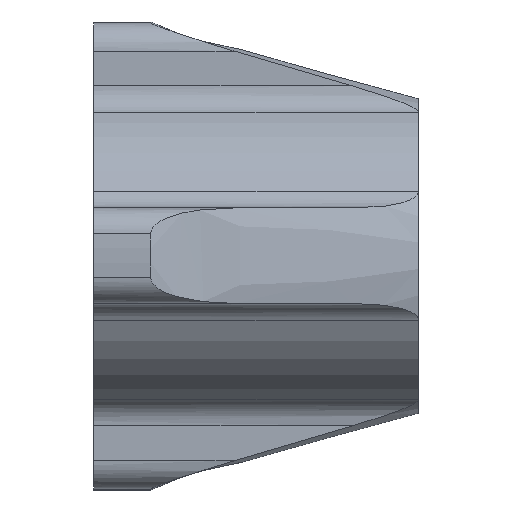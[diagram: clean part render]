
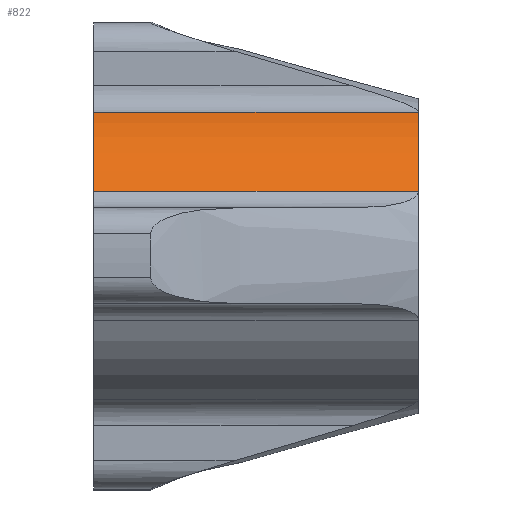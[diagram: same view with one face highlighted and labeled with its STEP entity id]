
A CAD part, top view. The second image highlights one B-rep face of the part: STEP entity #822.
In plain terms, the highlighted cylindrical face has radius 16.5 mm (diameter 33 mm), a partial arc.
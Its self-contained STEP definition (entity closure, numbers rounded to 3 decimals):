
#70=FACE_OUTER_BOUND('',#126,.T.);
#126=EDGE_LOOP('',(#643,#644,#645,#646));
#183=CIRCLE('',#892,16.5);
#195=CIRCLE('',#922,16.5);
#241=LINE('',#1556,#288);
#243=LINE('',#1575,#290);
#288=VECTOR('',#1105,10.);
#290=VECTOR('',#1109,10.);
#354=VERTEX_POINT('',#1304);
#355=VERTEX_POINT('',#1306);
#385=VERTEX_POINT('',#1534);
#386=VERTEX_POINT('',#1558);
#435=EDGE_CURVE('',#354,#355,#183,.T.);
#483=EDGE_CURVE('',#385,#354,#241,.T.);
#486=EDGE_CURVE('',#355,#386,#243,.T.);
#487=EDGE_CURVE('',#385,#386,#195,.T.);
#643=ORIENTED_EDGE('',*,*,#483,.F.);
#644=ORIENTED_EDGE('',*,*,#487,.T.);
#645=ORIENTED_EDGE('',*,*,#486,.F.);
#646=ORIENTED_EDGE('',*,*,#435,.F.);
#784=CYLINDRICAL_SURFACE('',#921,16.5);
#822=ADVANCED_FACE('',(#70),#784,.T.);
#892=AXIS2_PLACEMENT_3D('',#1307,#1030,#1031);
#921=AXIS2_PLACEMENT_3D('',#1576,#1110,#1111);
#922=AXIS2_PLACEMENT_3D('',#1577,#1112,#1113);
#1030=DIRECTION('center_axis',(-1.,0.,0.));
#1031=DIRECTION('ref_axis',(0.,0.,-1.));
#1105=DIRECTION('',(-1.,0.,0.));
#1109=DIRECTION('',(1.,0.,0.));
#1110=DIRECTION('center_axis',(1.,0.,0.));
#1111=DIRECTION('ref_axis',(0.,0.,-1.));
#1112=DIRECTION('center_axis',(-1.,0.,0.));
#1113=DIRECTION('ref_axis',(0.,0.,-1.));
#1304=CARTESIAN_POINT('',(0.,6.769,15.048));
#1306=CARTESIAN_POINT('',(0.,15.048,6.769));
#1307=CARTESIAN_POINT('Origin',(0.,0.,0.));
#1534=CARTESIAN_POINT('',(34.,6.769,15.048));
#1556=CARTESIAN_POINT('',(0.,6.769,15.048));
#1558=CARTESIAN_POINT('',(34.,15.048,6.769));
#1575=CARTESIAN_POINT('',(0.,15.048,6.769));
#1576=CARTESIAN_POINT('Origin',(0.,0.,0.));
#1577=CARTESIAN_POINT('Origin',(34.,0.,0.));
